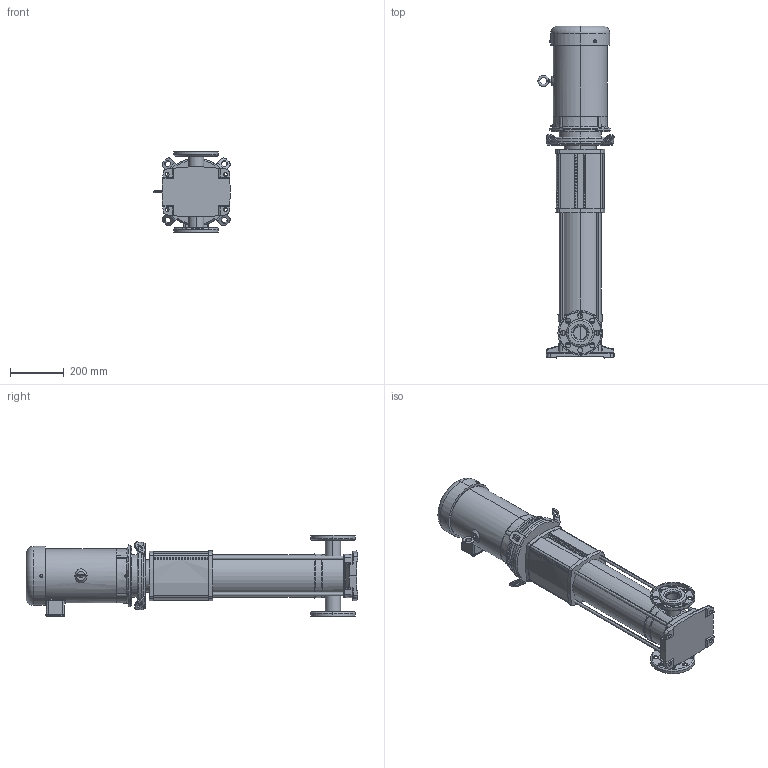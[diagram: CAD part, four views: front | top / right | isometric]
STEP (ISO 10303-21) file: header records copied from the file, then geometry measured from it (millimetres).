
FILE_DESCRIPTION (( 'STEP AP203' ), '1' );
FILE_NAME ('HELIX V50-09_460V.step', '2017-10-26T18:16:42', ( '' ), ( '' ), 'SwSTEP 2.0', 'SolidWorks 2017', '' );
FILE_SCHEMA (( 'CONFIG_CONTROL_DESIGN' ));
Length unit declared in the file: inch
Products named in the file (5): ANSI Flange 2 IN; HELIX V50-09; Helix Base 50-80; HELIX V50-09_460V; BALDOR NEMA V2 7.5HP_4
Assembly tree (5 placements, depth 2):
  HELIX V50-09_460V
    BALDOR NEMA V2 7.5HP_4
    HELIX V50-09
    ANSI Flange 2 IN  x2
    Helix Base 50-80
Bounding box: 283.15 x 1229.77 x 302.54 mm (x, y, z)
Volume: 28880189.7 mm3; surface area: 1788359.6 mm2
Topology: 15 solids, 15 shells, 2485 faces, 6548 edges, 4285 vertices
Faces by surface type: plane 1323, cylinder 818, cone 99, sphere 99, torus 78, bspline 68
Entity records: 81126 total; most frequent: CARTESIAN_POINT 18463, DIRECTION 13173, ORIENTED_EDGE 12848, EDGE_CURVE 6424, AXIS2_PLACEMENT_3D 4700, VERTEX_POINT 4211, VECTOR 3773, LINE 3773
